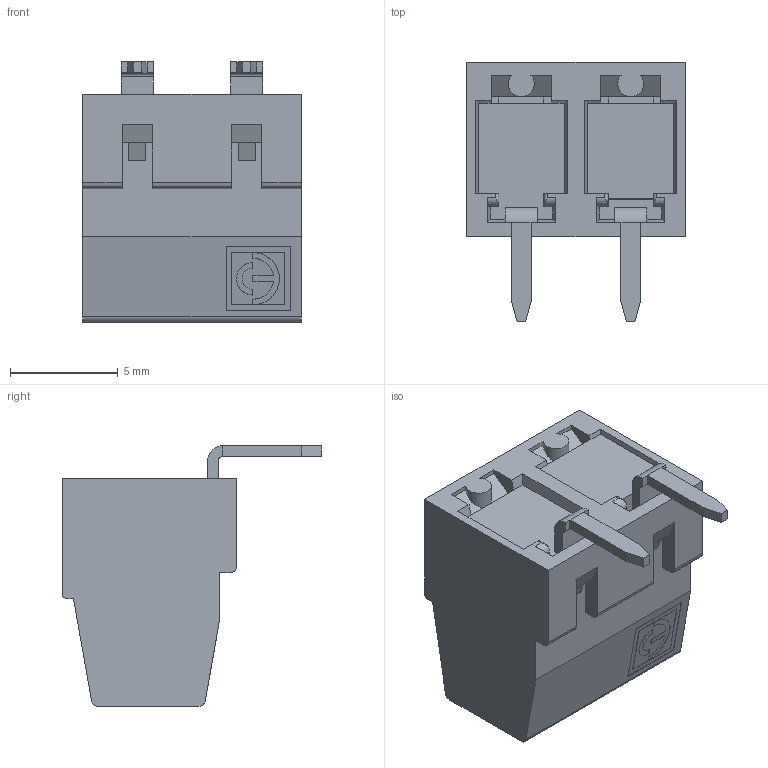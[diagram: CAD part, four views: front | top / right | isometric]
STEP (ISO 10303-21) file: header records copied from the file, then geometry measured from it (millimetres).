
FILE_DESCRIPTION(('STEP AP214'),'1');
FILE_NAME('MV15-5,08-H-L.stp','2021-12-22T15:48:23',(' '),(' '),'Spatial InterOp 3D',' ',' ');
FILE_SCHEMA(('automotive_design'));
Length unit declared in the file: metre
Products named in the file (3): 1; 2; 3
Bounding box: 10.16 x 12.05 x 12.1 mm (x, y, z)
Volume: 666.4 mm3; surface area: 753.7 mm2
Topology: 3 solids, 3 shells, 226 faces, 607 edges, 396 vertices
Faces by surface type: plane 185, cylinder 38, cone 2, extrusion 1
Full cylindrical faces by diameter (mm): 3 x2, 3.9 x2
Entity records: 8929 total; most frequent: CARTESIAN_POINT 1454, ORIENTED_EDGE 1190, DIRECTION 1106, EDGE_CURVE 595, VECTOR 494, LINE 493, VERTEX_POINT 390, AXIS2_PLACEMENT_3D 306
